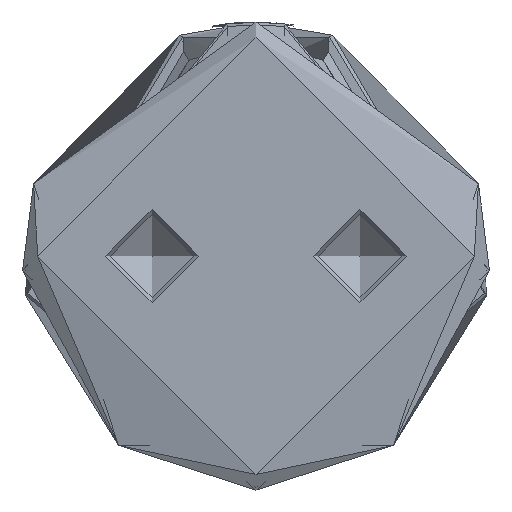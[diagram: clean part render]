
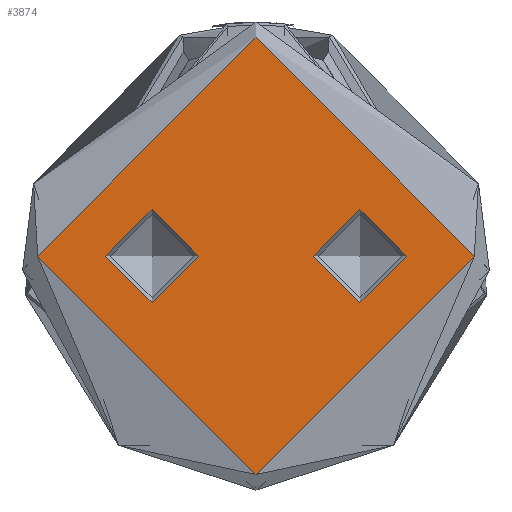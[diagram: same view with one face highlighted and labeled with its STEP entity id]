
A CAD part, front view. The second image highlights one B-rep face of the part: STEP entity #3874.
In plain terms, the highlighted face is planar.
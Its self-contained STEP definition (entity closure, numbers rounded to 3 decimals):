
#34 = AXIS2_PLACEMENT_3D ( 'NONE', #3350, #4387, #1339 ) ;
#184 = EDGE_LOOP ( 'NONE', ( #1507 ) ) ;
#313 = CARTESIAN_POINT ( 'NONE',  ( 4.5, 10., 0. ) ) ;
#751 = ORIENTED_EDGE ( 'NONE', *, *, #3976, .F. ) ;
#941 = FACE_BOUND ( 'NONE', #184, .T. ) ;
#977 = ORIENTED_EDGE ( 'NONE', *, *, #2109, .T. ) ;
#1008 = AXIS2_PLACEMENT_3D ( 'NONE', #1643, #5209, #2146 ) ;
#1329 = EDGE_CURVE ( 'NONE', #2249, #2249, #3265, .T. ) ;
#1339 = DIRECTION ( 'NONE',  ( -1., 0., 0. ) ) ;
#1507 = ORIENTED_EDGE ( 'NONE', *, *, #1329, .T. ) ;
#1643 = CARTESIAN_POINT ( 'NONE',  ( 0., 0., 0. ) ) ;
#1662 = CARTESIAN_POINT ( 'NONE',  ( 0., 10., 0. ) ) ;
#1840 = AXIS2_PLACEMENT_3D ( 'NONE', #1964, #5532, #2469 ) ;
#1964 = CARTESIAN_POINT ( 'NONE',  ( 0., -10., 0. ) ) ;
#2099 = VERTEX_POINT ( 'NONE', #3856 ) ;
#2109 = EDGE_CURVE ( 'NONE', #2099, #2099, #5080, .T. ) ;
#2146 = DIRECTION ( 'NONE',  ( 1., 0., 0. ) ) ;
#2162 = DIRECTION ( 'NONE',  ( 1., 0., 0. ) ) ;
#2249 = VERTEX_POINT ( 'NONE', #5864 ) ;
#2413 = AXIS2_PLACEMENT_3D ( 'NONE', #1662, #5222, #2162 ) ;
#2469 = DIRECTION ( 'NONE',  ( 1., 0., 0. ) ) ;
#3036 = EDGE_LOOP ( 'NONE', ( #751 ) ) ;
#3265 = CIRCLE ( 'NONE', #1840, 4.5 ) ;
#3350 = CARTESIAN_POINT ( 'NONE',  ( 0., 0., 0. ) ) ;
#3473 = FACE_BOUND ( 'NONE', #3036, .T. ) ;
#3737 = EDGE_LOOP ( 'NONE', ( #977 ) ) ;
#3856 = CARTESIAN_POINT ( 'NONE',  ( 21., 0., 0. ) ) ;
#3870 = CIRCLE ( 'NONE', #2413, 4.5 ) ;
#3874 = ADVANCED_FACE ( 'NONE', ( #3473, #6161, #941 ), #3879, .F. ) ;
#3879 = PLANE ( 'NONE',  #34 ) ;
#3976 = EDGE_CURVE ( 'NONE', #5676, #5676, #3870, .T. ) ;
#4387 = DIRECTION ( 'NONE',  ( 0., 0., -1. ) ) ;
#5080 = CIRCLE ( 'NONE', #1008, 21. ) ;
#5209 = DIRECTION ( 'NONE',  ( 0., 0., 1. ) ) ;
#5222 = DIRECTION ( 'NONE',  ( 0., 0., 1. ) ) ;
#5532 = DIRECTION ( 'NONE',  ( 0., 0., -1. ) ) ;
#5676 = VERTEX_POINT ( 'NONE', #313 ) ;
#5864 = CARTESIAN_POINT ( 'NONE',  ( 4.5, -10., 0. ) ) ;
#6161 = FACE_OUTER_BOUND ( 'NONE', #3737, .T. ) ;
